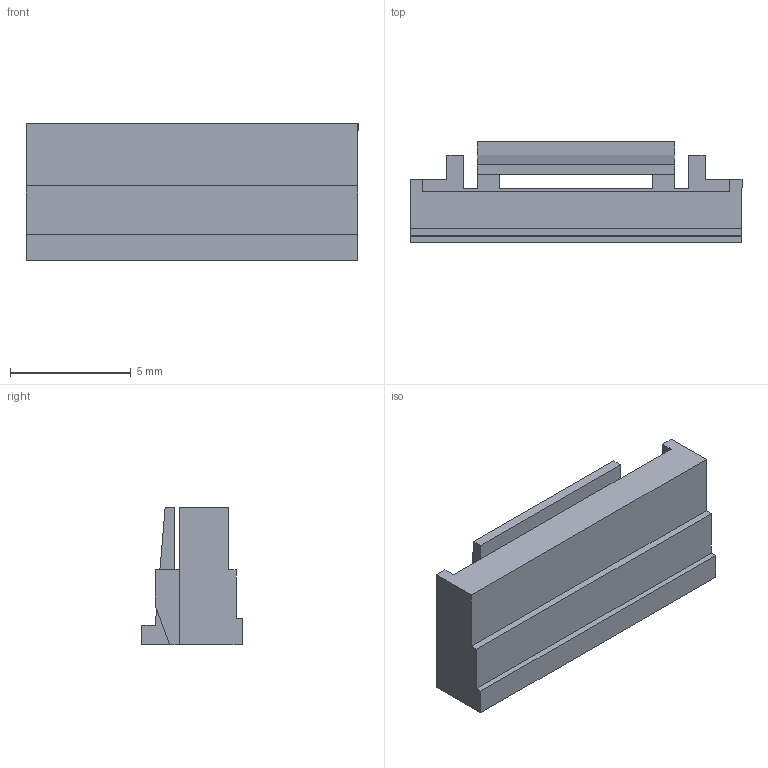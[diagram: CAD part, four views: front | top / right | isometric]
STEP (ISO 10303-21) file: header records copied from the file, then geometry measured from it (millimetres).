
FILE_DESCRIPTION (( 'STEP AP214' ), '1' );
FILE_NAME ('GHR-10V-S.STEP', '2012-02-09T01:13:50', ( ' ' ), ( ' ' ), 'SwSTEP 2.0', 'SolidWorks 2005235', '' );
FILE_SCHEMA (( 'AUTOMOTIVE_DESIGN' ));
Length unit declared in the file: millimetre
Products named in the file (1): GHR-10V-S
Bounding box: 13.75 x 4.15 x 5.7 mm (x, y, z)
Volume: 182.5 mm3; surface area: 405.8 mm2
Topology: 1 solids, 1 shells, 86 faces, 228 edges, 152 vertices
Faces by surface type: plane 86
Entity records: 3585 total; most frequent: CARTESIAN_POINT 467, ORIENTED_EDGE 456, DIRECTION 402, VECTOR 228, LINE 228, EDGE_CURVE 228, VERTEX_POINT 152, EDGE_LOOP 96
